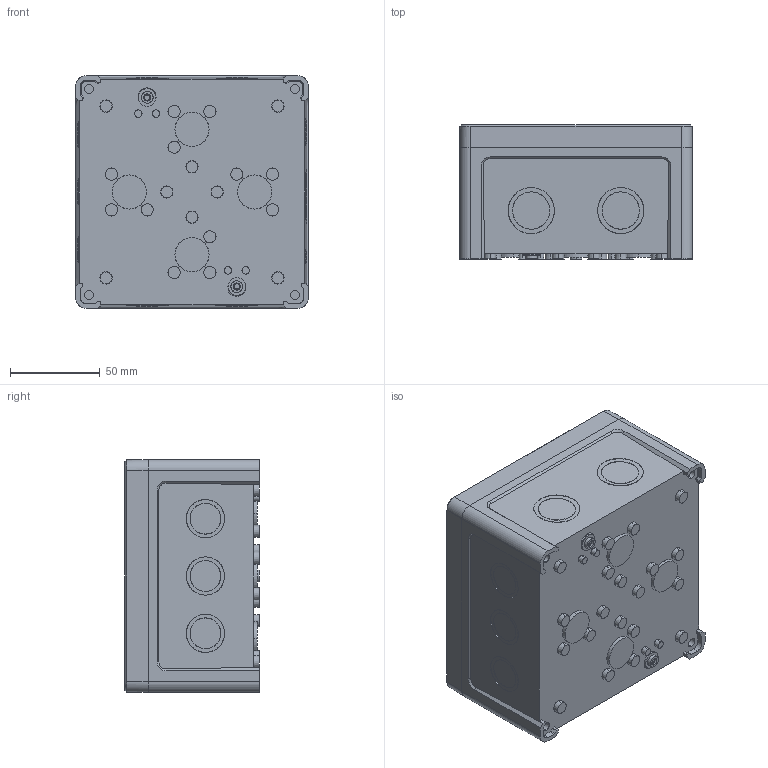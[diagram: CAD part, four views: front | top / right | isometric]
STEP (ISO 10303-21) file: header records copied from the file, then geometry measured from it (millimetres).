
FILE_DESCRIPTION (( 'STEP AP203' ), '1' );
FILE_NAME ('ULTPCM131308_Default.step', '2025-08-29T17:52:00', ( 'Windows User' ), ( 'AUTOMATION DIRECT' ), 'SwSTEP 2.0', 'SolidWorks 2024', '' );
FILE_SCHEMA (( 'CONFIG_CONTROL_DESIGN' ));
Length unit declared in the file: inch
Products named in the file (1): ULTPCM131308_Default
Bounding box: 130 x 75 x 130 mm (x, y, z)
Volume: 268459.2 mm3; surface area: 151575.8 mm2
Topology: 6 solids, 6 shells, 712 faces, 1717 edges, 1115 vertices
Faces by surface type: plane 298, cylinder 214, cone 151, bspline 37, torus 12
Entity records: 25557 total; most frequent: CARTESIAN_POINT 9518, ORIENTED_EDGE 3418, DIRECTION 3115, EDGE_CURVE 1709, AXIS2_PLACEMENT_3D 1140, VERTEX_POINT 1115, LINE 835, VECTOR 835
